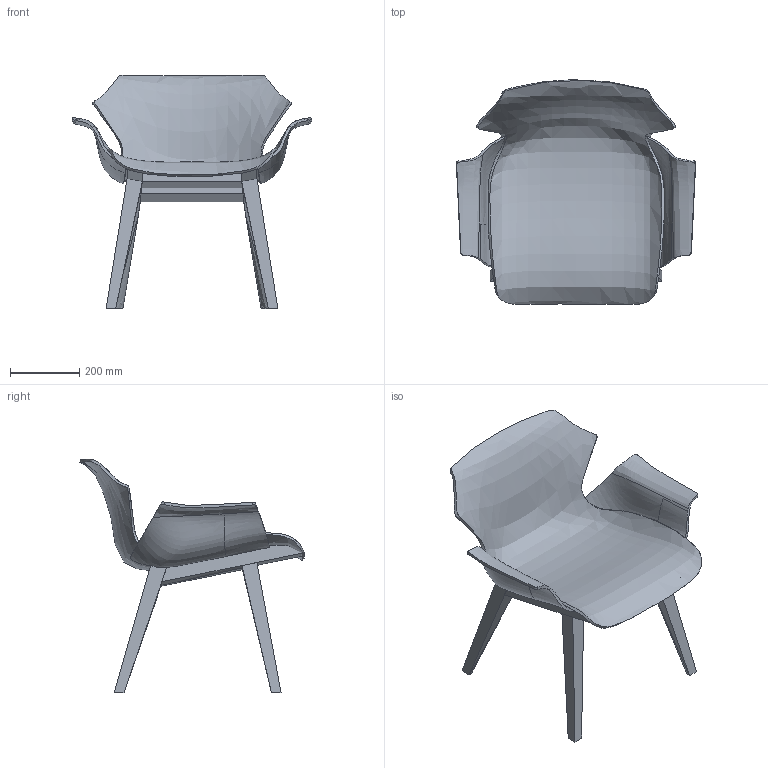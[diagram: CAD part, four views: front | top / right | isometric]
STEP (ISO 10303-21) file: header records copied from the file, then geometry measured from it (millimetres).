
FILE_DESCRIPTION(/* description */ (''),/* implementation_level */ '2;1');
FILE_NAME(/* name */ 'Petal_CB-295_3D',/* time_stamp */ '2023-10-06T12:37:57+02:00',/* author */ (''),/* organization */ (''),/* preprocessor_version */ 'ST-DEVELOPER v16.5',/* originating_system */ 'Rhino 7.31',/* authorisation */ '');
FILE_SCHEMA (('AUTOMOTIVE_DESIGN'));
Length unit declared in the file: centimetre
Products named in the file (2): Document; Petal_CB-295
Assembly tree (1 placements, depth 2):
  Document
    Petal_CB-295
Bounding box: 690.39 x 647.82 x 673.53 mm (x, y, z)
Volume: 7846435.7 mm3; surface area: 1753510.1 mm2
Topology: 7 solids, 11 shells, 112 faces, 270 edges, 172 vertices
Faces by surface type: bspline 58, plane 52, cylinder 2
Entity records: 106874 total; most frequent: CARTESIAN_POINT 104921, ORIENTED_EDGE 530, EDGE_CURVE 270, B_SPLINE_CURVE_WITH_KNOTS 264, VERTEX_POINT 172, ADVANCED_FACE 112, FACE_OUTER_BOUND 112, EDGE_LOOP 112
